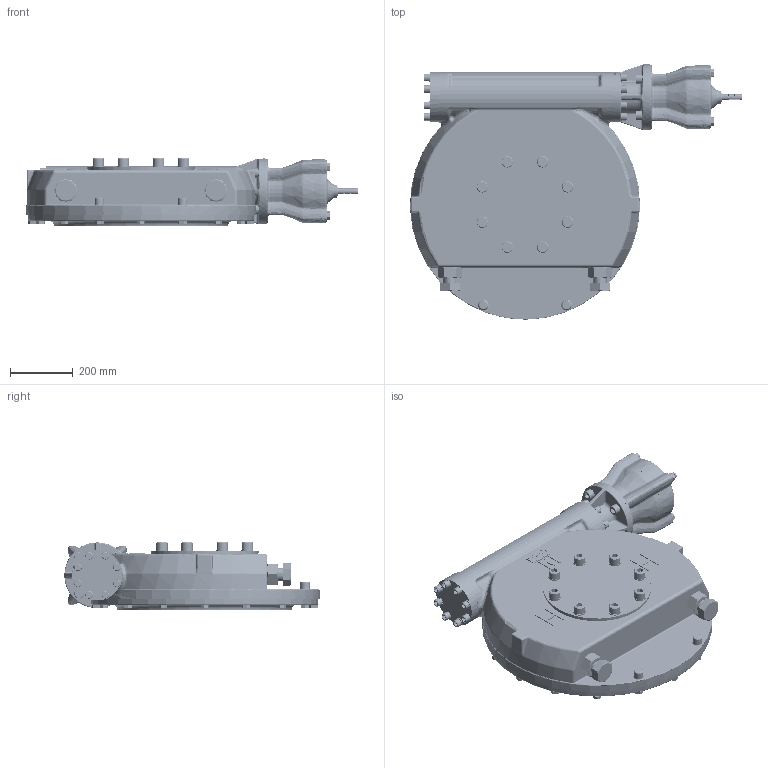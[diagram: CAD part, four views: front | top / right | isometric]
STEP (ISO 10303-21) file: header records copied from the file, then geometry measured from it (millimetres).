
FILE_DESCRIPTION(/* description */ ('Unknown'),/* implementation_level */ '2;1');
FILE_NAME(/* name */ 'PUB-HOW10-MPR36-MAN-F35',/* time_stamp */ '2021-09-24T10:32:23+01:00',/* author */ ('Unknown'),/* organization */ ('Unknown'),/* preprocessor_version */ 'ST-DEVELOPER v16.7',/* originating_system */ 'Solid Edge',/* authorisation */ 'Unknown');
FILE_SCHEMA (('AUTOMOTIVE_DESIGN {1 0 10303 214 3 1 1}'));
Products named in the file (1): PUB-HOW10-MPR36-MAN-F35
Bounding box: 1060.73 x 815.4 x 215.65 mm (x, y, z)
Volume: 40674866 mm3; surface area: 4404725.8 mm2
Topology: 89 solids, 90 shells, 8642 faces, 22366 edges, 14289 vertices
Faces by surface type: plane 4386, cylinder 2083, bspline 1117, cone 623, torus 257, sphere 176
Full cylindrical faces by diameter (mm): 2.5 x2, 6 x2, 13.835 x25, 14 x24, 16 x52, 16.1 x16, 16.5 x8, 17 x24, 17.294 x8, 17.5 x8, 20 x6, 20.5 x4, 22.098 x1, 23 x1, 24 x24, 24.5 x8, 25 x16, 26 x2, 26.211 x16, 29.583 x1, 30 x8, 36 x1, 36.39 x8, 37.5 x2, 39 x8, 42 x2, 42.94 x2, 50 x2, 55 x1, 60 x1
Entity records: 328733 total; most frequent: CARTESIAN_POINT 104132, ORIENTED_EDGE 42498, DIRECTION 35493, EDGE_CURVE 21249, VERTEX_POINT 14012, AXIS2_PLACEMENT_3D 13202, FACE_BOUND 10071, EDGE_LOOP 10029
